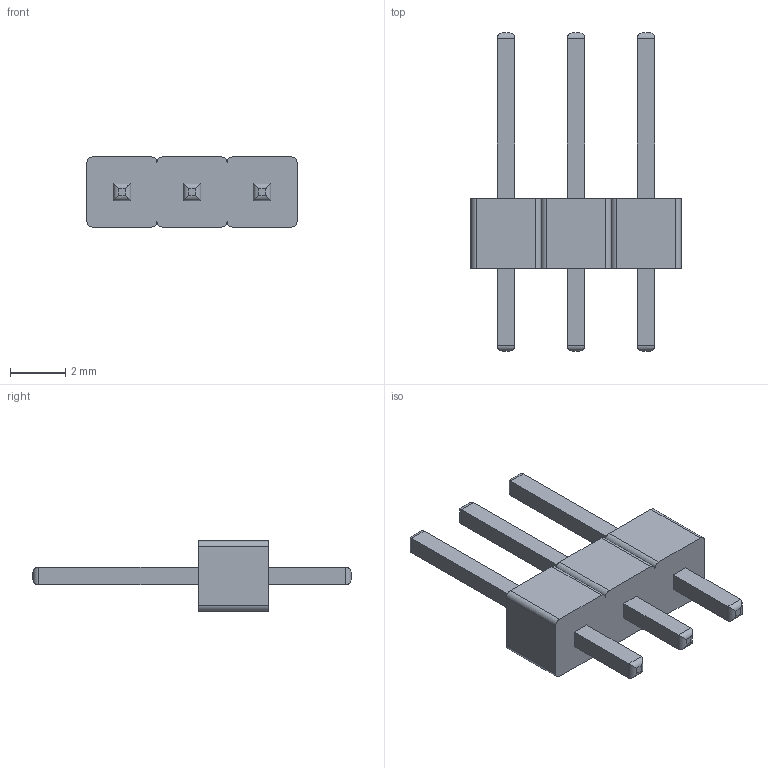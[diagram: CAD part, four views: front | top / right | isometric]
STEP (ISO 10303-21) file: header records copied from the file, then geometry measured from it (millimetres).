
FILE_DESCRIPTION (( 'STEP AP214' ), '1' );
FILE_NAME ('PH03-3.STEP', '2011-04-05T22:14:21', ( 'elim' ), ( 'elim' ), 'SwSTEP 2.0', 'SolidWorks 2011', '' );
FILE_SCHEMA (( 'AUTOMOTIVE_DESIGN' ));
Length unit declared in the file: millimetre
Products named in the file (1): PH03-3
Bounding box: 7.62 x 11.54 x 2.54 mm (x, y, z)
Volume: 59.8 mm3; surface area: 159.2 mm2
Topology: 1 solids, 1 shells, 76 faces, 180 edges, 112 vertices
Faces by surface type: plane 40, cylinder 36
Entity records: 3006 total; most frequent: CARTESIAN_POINT 441, ORIENTED_EDGE 360, DIRECTION 334, EDGE_CURVE 180, VECTOR 132, LINE 132, VERTEX_POINT 112, AXIS2_PLACEMENT_3D 101
